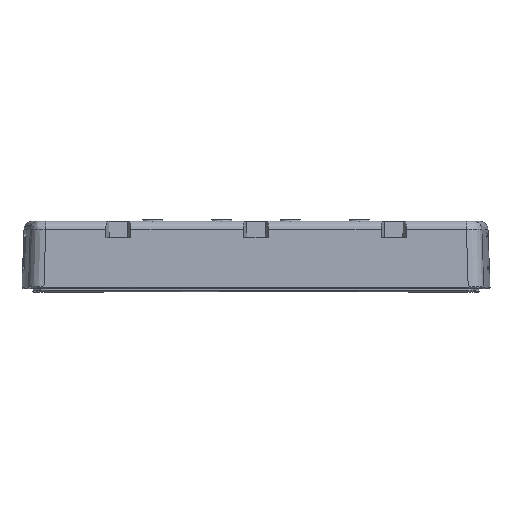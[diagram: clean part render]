
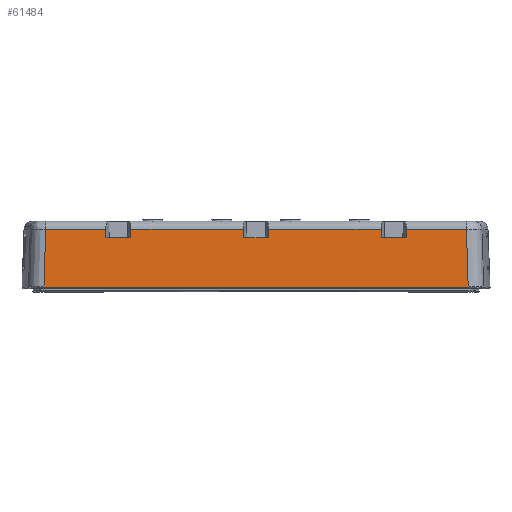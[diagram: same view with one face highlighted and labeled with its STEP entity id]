
A CAD part, left-side view. The second image highlights one B-rep face of the part: STEP entity #61484.
In plain terms, the highlighted planar face has unit normal (-0.999, 0, 0.035).
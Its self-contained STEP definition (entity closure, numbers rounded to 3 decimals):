
#61449=AXIS2_PLACEMENT_3D('Plane Axis2P3D',#61446,#61447,#61448) ;
#59439=CARTESIAN_POINT('Vertex',(0.,145.788,14.517)) ;
#59533=CARTESIAN_POINT('Vertex',(0.,7.146,14.517)) ;
#60044=CARTESIAN_POINT('Control Point',(0.659,7.713,33.394)) ;
#60045=CARTESIAN_POINT('Control Point',(0.439,7.524,27.102)) ;
#60046=CARTESIAN_POINT('Control Point',(0.22,7.335,20.81)) ;
#60047=CARTESIAN_POINT('Control Point',(0.,7.146,14.517)) ;
#60048=CARTESIAN_POINT('Vertex',(0.659,7.713,33.394)) ;
#60194=CARTESIAN_POINT('Vertex',(0.659,145.223,33.394)) ;
#60233=CARTESIAN_POINT('Line Origine',(0.659,42.732,33.394)) ;
#60237=CARTESIAN_POINT('Vertex',(0.659,125.594,33.394)) ;
#60274=CARTESIAN_POINT('Line Origine',(0.61,125.556,31.997)) ;
#60278=CARTESIAN_POINT('Vertex',(0.562,125.519,30.6)) ;
#60348=CARTESIAN_POINT('Vertex',(0.562,117.445,30.6)) ;
#60351=CARTESIAN_POINT('Line Origine',(0.61,117.407,31.997)) ;
#60355=CARTESIAN_POINT('Vertex',(0.659,117.37,33.394)) ;
#60408=CARTESIAN_POINT('Line Origine',(0.659,42.732,33.394)) ;
#60412=CARTESIAN_POINT('Vertex',(0.659,80.594,33.394)) ;
#60614=CARTESIAN_POINT('Line Origine',(0.61,80.556,31.997)) ;
#60618=CARTESIAN_POINT('Vertex',(0.562,80.519,30.6)) ;
#60688=CARTESIAN_POINT('Vertex',(0.562,72.445,30.6)) ;
#60691=CARTESIAN_POINT('Line Origine',(0.61,72.407,31.997)) ;
#60695=CARTESIAN_POINT('Vertex',(0.659,72.37,33.394)) ;
#60748=CARTESIAN_POINT('Line Origine',(0.659,42.732,33.394)) ;
#60752=CARTESIAN_POINT('Vertex',(0.659,35.594,33.394)) ;
#60954=CARTESIAN_POINT('Line Origine',(0.61,35.556,31.997)) ;
#60958=CARTESIAN_POINT('Vertex',(0.562,35.519,30.6)) ;
#61028=CARTESIAN_POINT('Vertex',(0.562,27.445,30.6)) ;
#61031=CARTESIAN_POINT('Line Origine',(0.61,27.407,31.997)) ;
#61035=CARTESIAN_POINT('Vertex',(0.659,27.37,33.394)) ;
#61070=CARTESIAN_POINT('Line Origine',(0.659,42.732,33.394)) ;
#61137=CARTESIAN_POINT('Control Point',(0.659,145.223,33.394)) ;
#61138=CARTESIAN_POINT('Control Point',(0.439,145.411,27.102)) ;
#61139=CARTESIAN_POINT('Control Point',(0.22,145.6,20.81)) ;
#61140=CARTESIAN_POINT('Control Point',(0.,145.788,14.517)) ;
#61189=CARTESIAN_POINT('Line Origine',(0.,2.809,14.517)) ;
#61446=CARTESIAN_POINT('Axis2P3D Location',(-0.018,2.809,14.)) ;
#61451=CARTESIAN_POINT('Line Origine',(0.562,31.482,30.6)) ;
#61456=CARTESIAN_POINT('Line Origine',(0.562,76.482,30.6)) ;
#61461=CARTESIAN_POINT('Line Origine',(0.562,121.482,30.6)) ;
#60234=DIRECTION('Vector Direction',(0.,-1.,0.)) ;
#60275=DIRECTION('Vector Direction',(0.035,0.027,0.999)) ;
#60352=DIRECTION('Vector Direction',(-0.035,0.027,-0.999)) ;
#60409=DIRECTION('Vector Direction',(0.,-1.,0.)) ;
#60615=DIRECTION('Vector Direction',(0.035,0.027,0.999)) ;
#60692=DIRECTION('Vector Direction',(-0.035,0.027,-0.999)) ;
#60749=DIRECTION('Vector Direction',(0.,-1.,0.)) ;
#60955=DIRECTION('Vector Direction',(-0.035,-0.027,-0.999)) ;
#61032=DIRECTION('Vector Direction',(0.035,-0.027,0.999)) ;
#61071=DIRECTION('Vector Direction',(0.,-1.,0.)) ;
#61190=DIRECTION('Vector Direction',(0.,1.,0.)) ;
#61447=DIRECTION('Axis2P3D Direction',(-0.999,0.,0.035)) ;
#61448=DIRECTION('Axis2P3D XDirection',(-0.035,0.,-0.999)) ;
#61452=DIRECTION('Vector Direction',(0.,1.,0.)) ;
#61457=DIRECTION('Vector Direction',(0.,-1.,0.)) ;
#61462=DIRECTION('Vector Direction',(0.,-1.,0.)) ;
#60235=VECTOR('Line Direction',#60234,1.) ;
#60276=VECTOR('Line Direction',#60275,1.) ;
#60353=VECTOR('Line Direction',#60352,1.) ;
#60410=VECTOR('Line Direction',#60409,1.) ;
#60616=VECTOR('Line Direction',#60615,1.) ;
#60693=VECTOR('Line Direction',#60692,1.) ;
#60750=VECTOR('Line Direction',#60749,1.) ;
#60956=VECTOR('Line Direction',#60955,1.) ;
#61033=VECTOR('Line Direction',#61032,1.) ;
#61072=VECTOR('Line Direction',#61071,1.) ;
#61191=VECTOR('Line Direction',#61190,1.) ;
#61453=VECTOR('Line Direction',#61452,1.) ;
#61458=VECTOR('Line Direction',#61457,1.) ;
#61463=VECTOR('Line Direction',#61462,1.) ;
#61467=ORIENTED_EDGE('',*,*,#61141,.T.) ;
#61468=ORIENTED_EDGE('',*,*,#61193,.T.) ;
#61469=ORIENTED_EDGE('',*,*,#60050,.T.) ;
#61470=ORIENTED_EDGE('',*,*,#61074,.T.) ;
#61471=ORIENTED_EDGE('',*,*,#61037,.F.) ;
#61472=ORIENTED_EDGE('',*,*,#61455,.T.) ;
#61473=ORIENTED_EDGE('',*,*,#60960,.F.) ;
#61474=ORIENTED_EDGE('',*,*,#60754,.T.) ;
#61475=ORIENTED_EDGE('',*,*,#60697,.T.) ;
#61476=ORIENTED_EDGE('',*,*,#61460,.F.) ;
#61477=ORIENTED_EDGE('',*,*,#60620,.T.) ;
#61478=ORIENTED_EDGE('',*,*,#60414,.T.) ;
#61479=ORIENTED_EDGE('',*,*,#60357,.T.) ;
#61480=ORIENTED_EDGE('',*,*,#61465,.F.) ;
#61481=ORIENTED_EDGE('',*,*,#60280,.T.) ;
#61482=ORIENTED_EDGE('',*,*,#60239,.T.) ;
#61484=ADVANCED_FACE('1469365-1-0.1\\1003\\BREP_WITH_VOIDS #58',(#61483),#61450,.T.) ;
#60050=EDGE_CURVE('',#59534,#60049,#60043,.F.) ;
#60239=EDGE_CURVE('',#60238,#60195,#60236,.F.) ;
#60280=EDGE_CURVE('',#60279,#60238,#60277,.T.) ;
#60357=EDGE_CURVE('',#60356,#60349,#60354,.T.) ;
#60414=EDGE_CURVE('',#60413,#60356,#60411,.F.) ;
#60620=EDGE_CURVE('',#60619,#60413,#60617,.T.) ;
#60697=EDGE_CURVE('',#60696,#60689,#60694,.T.) ;
#60754=EDGE_CURVE('',#60753,#60696,#60751,.F.) ;
#60960=EDGE_CURVE('',#60753,#60959,#60957,.T.) ;
#61037=EDGE_CURVE('',#61029,#61036,#61034,.T.) ;
#61074=EDGE_CURVE('',#60049,#61036,#61073,.F.) ;
#61141=EDGE_CURVE('',#60195,#59440,#61136,.T.) ;
#61193=EDGE_CURVE('',#59440,#59534,#61192,.F.) ;
#61455=EDGE_CURVE('',#61029,#60959,#61454,.T.) ;
#61460=EDGE_CURVE('',#60619,#60689,#61459,.T.) ;
#61465=EDGE_CURVE('',#60279,#60349,#61464,.T.) ;
#61466=EDGE_LOOP('',(#61467,#61468,#61469,#61470,#61471,#61472,#61473,#61474,#61475,#61476,#61477,#61478,#61479,#61480,#61481,#61482)) ;
#61483=FACE_OUTER_BOUND('',#61466,.T.) ;
#60236=LINE('Line',#60233,#60235) ;
#60277=LINE('Line',#60274,#60276) ;
#60354=LINE('Line',#60351,#60353) ;
#60411=LINE('Line',#60408,#60410) ;
#60617=LINE('Line',#60614,#60616) ;
#60694=LINE('Line',#60691,#60693) ;
#60751=LINE('Line',#60748,#60750) ;
#60957=LINE('Line',#60954,#60956) ;
#61034=LINE('Line',#61031,#61033) ;
#61073=LINE('Line',#61070,#61072) ;
#61192=LINE('Line',#61189,#61191) ;
#61454=LINE('Line',#61451,#61453) ;
#61459=LINE('Line',#61456,#61458) ;
#61464=LINE('Line',#61461,#61463) ;
#61450=PLANE('',#61449) ;
#59440=VERTEX_POINT('',#59439) ;
#59534=VERTEX_POINT('',#59533) ;
#60049=VERTEX_POINT('',#60048) ;
#60195=VERTEX_POINT('',#60194) ;
#60238=VERTEX_POINT('',#60237) ;
#60279=VERTEX_POINT('',#60278) ;
#60349=VERTEX_POINT('',#60348) ;
#60356=VERTEX_POINT('',#60355) ;
#60413=VERTEX_POINT('',#60412) ;
#60619=VERTEX_POINT('',#60618) ;
#60689=VERTEX_POINT('',#60688) ;
#60696=VERTEX_POINT('',#60695) ;
#60753=VERTEX_POINT('',#60752) ;
#60959=VERTEX_POINT('',#60958) ;
#61029=VERTEX_POINT('',#61028) ;
#61036=VERTEX_POINT('',#61035) ;
#60043=(BOUNDED_CURVE()B_SPLINE_CURVE(3,(#60044,#60045,#60046,#60047),.UNSPECIFIED.,.F.,.U.)B_SPLINE_CURVE_WITH_KNOTS((4,4),(0.114,19.011),.UNSPECIFIED.)CURVE()GEOMETRIC_REPRESENTATION_ITEM()RATIONAL_B_SPLINE_CURVE((1.,1.,1.,1.))REPRESENTATION_ITEM('')) ;
#61136=(BOUNDED_CURVE()B_SPLINE_CURVE(3,(#61137,#61138,#61139,#61140),.UNSPECIFIED.,.F.,.U.)B_SPLINE_CURVE_WITH_KNOTS((4,4),(0.114,19.011),.UNSPECIFIED.)CURVE()GEOMETRIC_REPRESENTATION_ITEM()RATIONAL_B_SPLINE_CURVE((1.,1.,1.,1.))REPRESENTATION_ITEM('')) ;
